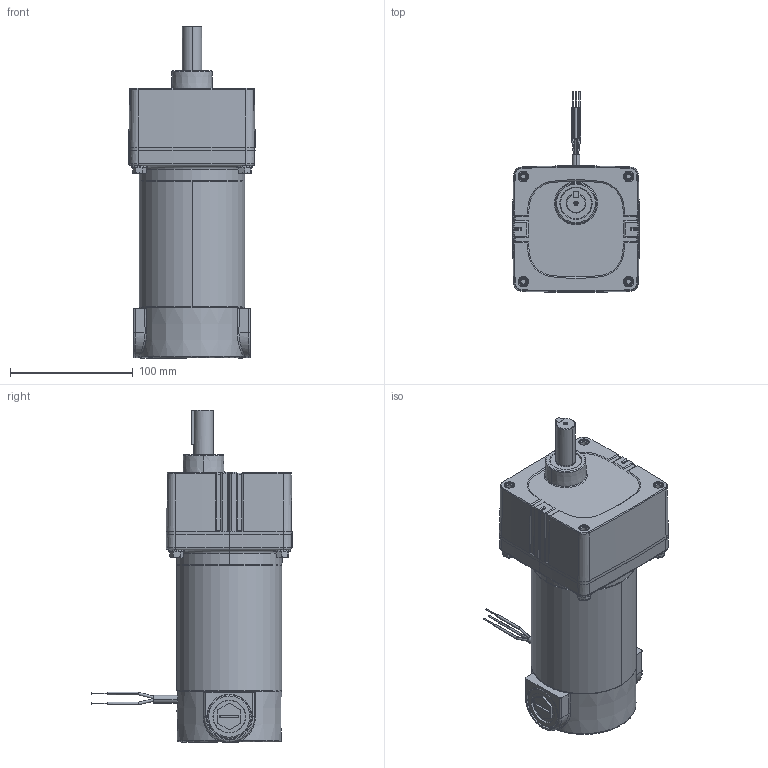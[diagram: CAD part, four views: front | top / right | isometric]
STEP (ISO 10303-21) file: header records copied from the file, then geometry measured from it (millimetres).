
FILE_DESCRIPTION (( 'STEP AP203' ), '1' );
FILE_NAME ('INFM0209.STEP', '2018-09-28T07:35:08', ( '' ), ( '' ), 'SwSTEP 2.0', 'SolidWorks 2017', '' );
FILE_SCHEMA (( 'CONFIG_CONTROL_DESIGN' ));
Length unit declared in the file: inch
Products named in the file (9): 49301001_49301001; 54100131_54100131; 135AZ002_135AZ002; 342AZ001_342AZ001; 339AZ001_339AZ001; 54606510_54606510; 54101015_54101015; INFM0209; 329AZ001_329AZ001
Assembly tree (13 placements, depth 2):
  INFM0209
    329AZ001_329AZ001
    49301001_49301001  x2
    54100131_54100131  x2
    135AZ002_135AZ002
    342AZ001_342AZ001
    339AZ001_339AZ001
    54606510_54606510
    54101015_54101015  x4
Bounding box: 103.12 x 163.67 x 270.38 mm (x, y, z)
Volume: 1280378 mm3; surface area: 185013.7 mm2
Topology: 18 solids, 18 shells, 1365 faces, 3316 edges, 1990 vertices
Faces by surface type: plane 479, cylinder 333, cone 220, bspline 152, torus 140, sphere 41
Entity records: 48181 total; most frequent: CARTESIAN_POINT 22937, ORIENTED_EDGE 5178, DIRECTION 5034, EDGE_CURVE 2589, AXIS2_PLACEMENT_3D 2096, VERTEX_POINT 1581, CIRCLE 1151, EDGE_LOOP 1130
